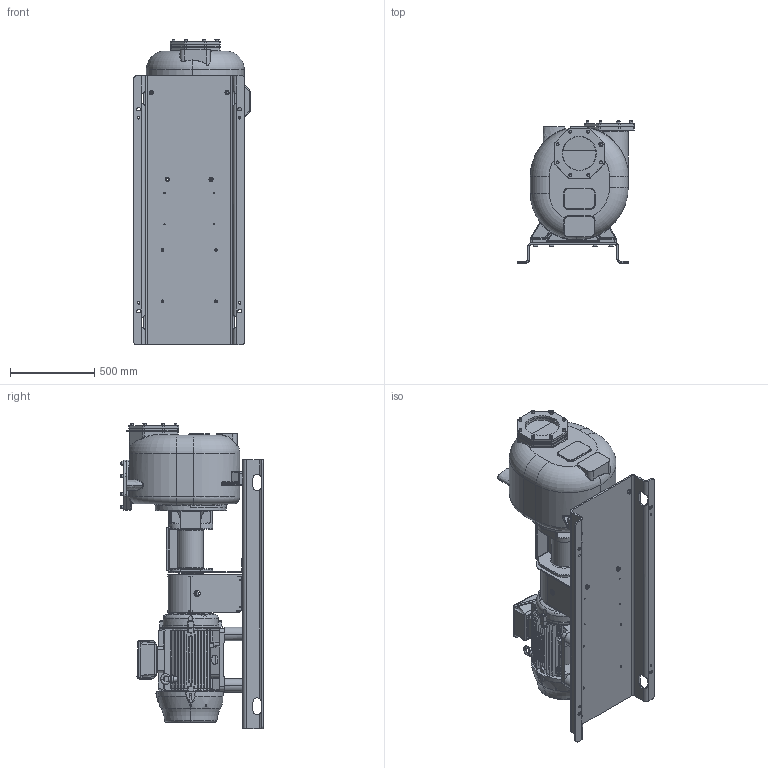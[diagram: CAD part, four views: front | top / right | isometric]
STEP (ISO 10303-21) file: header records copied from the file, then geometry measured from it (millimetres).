
FILE_DESCRIPTION((''),'2;1');
FILE_NAME('ESPORTAZIONE_SW0001','2017-04-04T',('Nicola'),(''),'CREO PARAMETRIC BY PTC INC, 2016380','CREO PARAMETRIC BY PTC INC, 2016380','');
FILE_SCHEMA(('CONFIG_CONTROL_DESIGN'));
Products named in the file (1): ESPORTAZIONE_SW0001
Bounding box: 693 x 845 x 1818 mm (x, y, z)
Volume: 233450294.1 mm3; surface area: 8493297.6 mm2
Topology: 2 solids, 5 shells, 3702 faces, 9798 edges, 6211 vertices
Faces by surface type: plane 1442, cylinder 1328, cone 413, bspline 328, torus 169, sphere 20, extrusion 2
Entity records: 163451 total; most frequent: CARTESIAN_POINT 74014, ORIENTED_EDGE 19550, DIRECTION 17782, EDGE_CURVE 9775, AXIS2_PLACEMENT_3D 6790, VERTEX_POINT 6211, VECTOR 4202, LINE 4200
